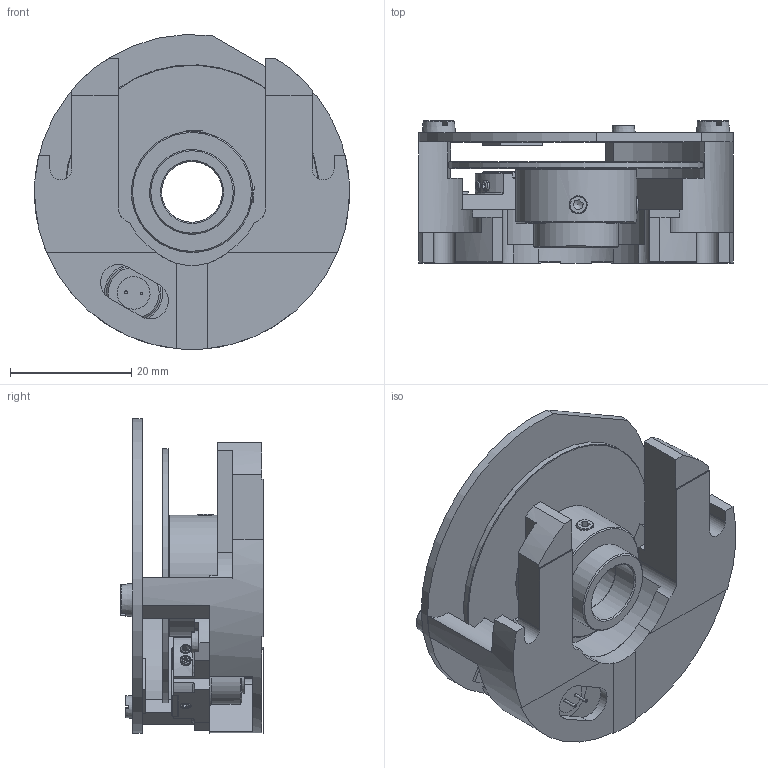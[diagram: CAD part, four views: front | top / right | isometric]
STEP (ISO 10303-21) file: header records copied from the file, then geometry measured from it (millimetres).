
FILE_DESCRIPTION(/* description */ (''),/* implementation_level */ '2;1');
FILE_NAME(/* name */ 'A42M.stp',/* time_stamp */ '2015-03-20T08:30:04+02:00',/* author */ ('EdgarasA'),/* organization */ (''),/* preprocessor_version */ 'ST-DEVELOPER v15.2',/* originating_system */ 'Autodesk Inventor 2014',/* authorisation */ '');
FILE_SCHEMA (('AUTOMOTIVE_DESIGN { 1 0 10303 214 3 1 1 }'));
Length unit declared in the file: millimetre
Products named in the file (1): A42M
Bounding box: 52 x 23.5 x 51.98 mm (x, y, z)
Surface area: 14804.2 mm2 (no closed solid volume)
Topology: 0 solids, 33 shells, 196 faces, 645 edges, 456 vertices
Faces by surface type: plane 121, cylinder 46, cone 24, torus 5
Full cylindrical faces by diameter (mm): 0.45 x2, 1.5 x2, 1.6 x2, 2 x1, 3 x1, 5.4 x1, 9 x1, 10 x2, 10.2 x1, 14 x1, 15 x1, 17 x1, 20 x1, 42 x1
Entity records: 7342 total; most frequent: CARTESIAN_POINT 1761, DIRECTION 1126, ORIENTED_EDGE 954, EDGE_CURVE 589, VERTEX_POINT 443, AXIS2_PLACEMENT_3D 405, LINE 316, VECTOR 316
